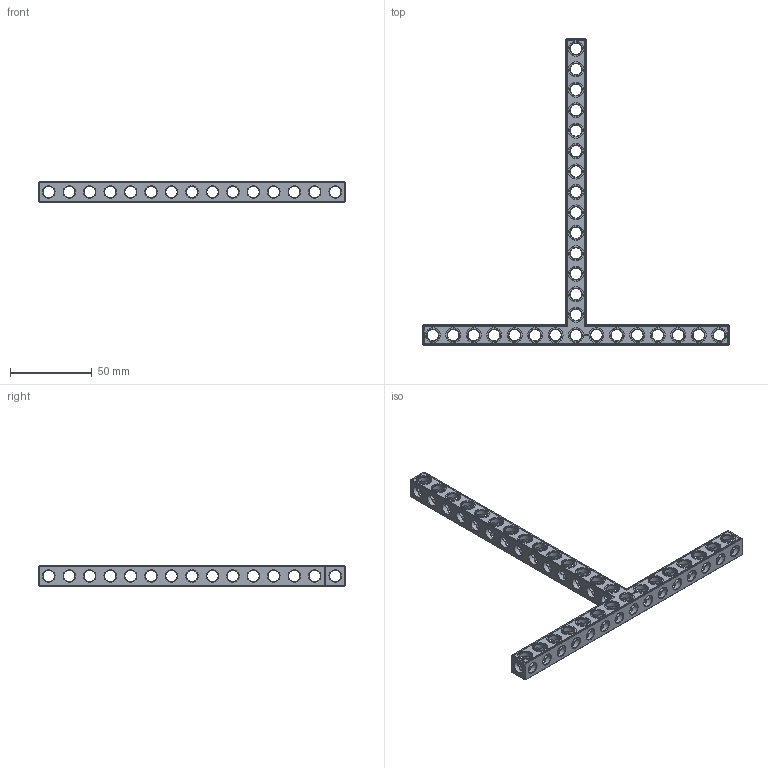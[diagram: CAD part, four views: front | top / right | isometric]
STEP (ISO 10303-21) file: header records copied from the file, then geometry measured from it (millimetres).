
FILE_DESCRIPTION(('FreeCAD Model'),'2;1');
FILE_NAME('Open CASCADE Shape Model','2022-01-28T21:33:13',( 'Paulo Kiefe'),('STEMFIE.org'),'Open CASCADE STEP processor 7.4', 'FreeCAD','Unknown');
FILE_SCHEMA(('AUTOMOTIVE_DESIGN { 1 0 10303 214 1 1 1 1 }'));
Products named in the file (1): Beam_TSH_SYM_ESS_BU15x15x01_-_SPN-BEM-1127_(stemfie.org)
Bounding box: 187.5 x 187.5 x 12.5 mm (x, y, z)
Volume: 28325.4 mm3; surface area: 25372.7 mm2
Topology: 1 solids, 1 shells, 815 faces, 2530 edges, 1663 vertices
Faces by surface type: plane 418, cylinder 177, cone 120, extrusion 100
Full cylindrical faces by diameter (mm): 6.98 x16, 7 x132, 9.2 x29
Entity records: 96075 total; most frequent: CARTESIAN_POINT 48660, DIRECTION 7856, ORIENTED_EDGE 5060, PCURVE 5060, DEFINITIONAL_REPRESENTATION 5060, VECTOR 4877, LINE 4777, EDGE_CURVE 2530
